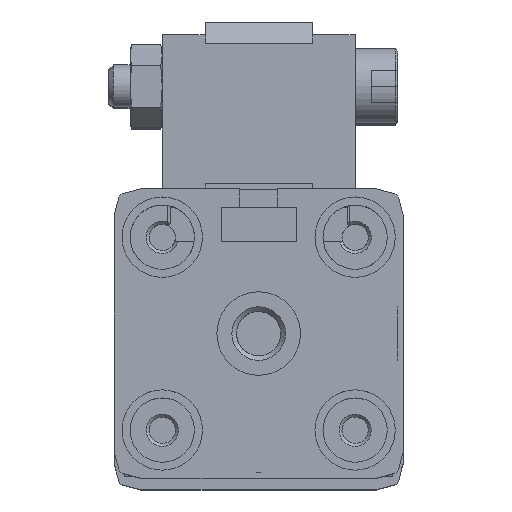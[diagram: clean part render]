
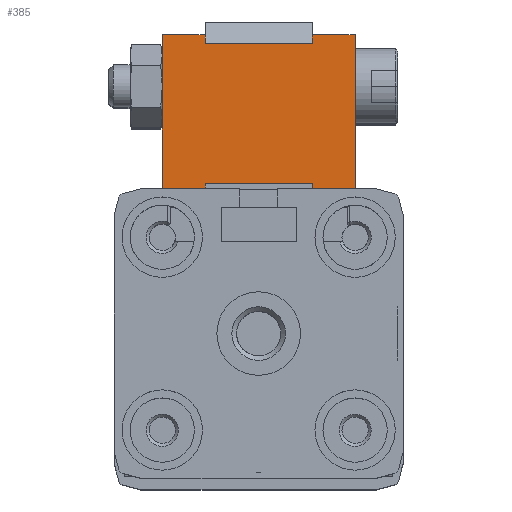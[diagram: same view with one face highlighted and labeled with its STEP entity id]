
A CAD part, top view. The second image highlights one B-rep face of the part: STEP entity #385.
In plain terms, the highlighted planar face has unit normal (0, 0, 1).
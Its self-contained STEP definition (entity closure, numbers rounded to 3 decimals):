
#385 = ADVANCED_FACE( '', ( #1066 ), #1067, .T. );
#1066 = FACE_OUTER_BOUND( '', #1930, .T. );
#1067 = PLANE( '', #1931 );
#1930 = EDGE_LOOP( '', ( #3889, #3890, #3891, #3892, #3893, #3894, #3895, #3896, #3897, #3898, #3899, #3900 ) );
#1931 = AXIS2_PLACEMENT_3D( '', #3901, #3902, #3903 );
#3889 = ORIENTED_EDGE( '', *, *, #5490, .T. );
#3890 = ORIENTED_EDGE( '', *, *, #5491, .T. );
#3891 = ORIENTED_EDGE( '', *, *, #5492, .F. );
#3892 = ORIENTED_EDGE( '', *, *, #5493, .T. );
#3893 = ORIENTED_EDGE( '', *, *, #5484, .T. );
#3894 = ORIENTED_EDGE( '', *, *, #5432, .T. );
#3895 = ORIENTED_EDGE( '', *, *, #5426, .T. );
#3896 = ORIENTED_EDGE( '', *, *, #5430, .T. );
#3897 = ORIENTED_EDGE( '', *, *, #5494, .T. );
#3898 = ORIENTED_EDGE( '', *, *, #5495, .T. );
#3899 = ORIENTED_EDGE( '', *, *, #5496, .T. );
#3900 = ORIENTED_EDGE( '', *, *, #5454, .T. );
#3901 = CARTESIAN_POINT( '', ( 0., 0., 38. ) );
#3902 = DIRECTION( '', ( 0., 0., 1. ) );
#3903 = DIRECTION( '', ( 1., 0., 0. ) );
#5426 = EDGE_CURVE( '', #6571, #6569, #6572, .T. );
#5430 = EDGE_CURVE( '', #6569, #6576, #6578, .T. );
#5432 = EDGE_CURVE( '', #6581, #6571, #6582, .T. );
#5454 = EDGE_CURVE( '', #6617, #6621, #6623, .T. );
#5484 = EDGE_CURVE( '', #6678, #6581, #6679, .T. );
#5490 = EDGE_CURVE( '', #6621, #6688, #6689, .T. );
#5491 = EDGE_CURVE( '', #6688, #6690, #6691, .T. );
#5492 = EDGE_CURVE( '', #6692, #6690, #6693, .T. );
#5493 = EDGE_CURVE( '', #6692, #6678, #6694, .T. );
#5494 = EDGE_CURVE( '', #6576, #6695, #6696, .T. );
#5495 = EDGE_CURVE( '', #6695, #6697, #6698, .T. );
#5496 = EDGE_CURVE( '', #6697, #6617, #6699, .T. );
#6569 = VERTEX_POINT( '', #8368 );
#6571 = VERTEX_POINT( '', #8371 );
#6572 = LINE( '', #8372, #8373 );
#6576 = VERTEX_POINT( '', #8379 );
#6578 = LINE( '', #8382, #8383 );
#6581 = VERTEX_POINT( '', #8387 );
#6582 = LINE( '', #8388, #8389 );
#6617 = VERTEX_POINT( '', #8435 );
#6621 = VERTEX_POINT( '', #8441 );
#6623 = LINE( '', #8444, #8445 );
#6678 = VERTEX_POINT( '', #8504 );
#6679 = LINE( '', #8505, #8506 );
#6688 = VERTEX_POINT( '', #8520 );
#6689 = LINE( '', #8521, #8522 );
#6690 = VERTEX_POINT( '', #8523 );
#6691 = LINE( '', #8524, #8525 );
#6692 = VERTEX_POINT( '', #8526 );
#6693 = LINE( '', #8527, #8528 );
#6694 = LINE( '', #8529, #8530 );
#6695 = VERTEX_POINT( '', #8531 );
#6696 = LINE( '', #8532, #8533 );
#6697 = VERTEX_POINT( '', #8534 );
#6698 = LINE( '', #8535, #8536 );
#6699 = LINE( '', #8537, #8538 );
#8368 = CARTESIAN_POINT( '', ( -5., 14., 38. ) );
#8371 = CARTESIAN_POINT( '', ( -5., 12.25, 38. ) );
#8372 = CARTESIAN_POINT( '', ( -5., 12.25, 38. ) );
#8373 = VECTOR( '', #9978, 1000. );
#8379 = CARTESIAN_POINT( '', ( 5., 14., 38. ) );
#8382 = CARTESIAN_POINT( '', ( -5., 14., 38. ) );
#8383 = VECTOR( '', #9982, 1000. );
#8387 = CARTESIAN_POINT( '', ( -9., 12.25, 38. ) );
#8388 = CARTESIAN_POINT( '', ( -9., 12.25, 38. ) );
#8389 = VECTOR( '', #9984, 1000. );
#8435 = CARTESIAN_POINT( '', ( 9., 28.8, 38. ) );
#8441 = CARTESIAN_POINT( '', ( 5., 28.8, 38. ) );
#8444 = CARTESIAN_POINT( '', ( 9., 28.8, 38. ) );
#8445 = VECTOR( '', #10020, 1000. );
#8504 = CARTESIAN_POINT( '', ( -9., 28.8, 38. ) );
#8505 = CARTESIAN_POINT( '', ( -9., 28.8, 38. ) );
#8506 = VECTOR( '', #10100, 1000. );
#8520 = CARTESIAN_POINT( '', ( 5., 28., 38. ) );
#8521 = CARTESIAN_POINT( '', ( 5., 31., 38. ) );
#8522 = VECTOR( '', #10106, 1000. );
#8523 = CARTESIAN_POINT( '', ( -5., 28., 38. ) );
#8524 = CARTESIAN_POINT( '', ( 5., 28., 38. ) );
#8525 = VECTOR( '', #10107, 1000. );
#8526 = CARTESIAN_POINT( '', ( -5., 28.8, 38. ) );
#8527 = CARTESIAN_POINT( '', ( -5., 31., 38. ) );
#8528 = VECTOR( '', #10108, 1000. );
#8529 = CARTESIAN_POINT( '', ( -5., 28.8, 38. ) );
#8530 = VECTOR( '', #10109, 1000. );
#8531 = CARTESIAN_POINT( '', ( 5., 12.25, 38. ) );
#8532 = CARTESIAN_POINT( '', ( 5., 14., 38. ) );
#8533 = VECTOR( '', #10110, 1000. );
#8534 = CARTESIAN_POINT( '', ( 9., 12.25, 38. ) );
#8535 = CARTESIAN_POINT( '', ( 5., 12.25, 38. ) );
#8536 = VECTOR( '', #10111, 1000. );
#8537 = CARTESIAN_POINT( '', ( 9., 12.25, 38. ) );
#8538 = VECTOR( '', #10112, 1000. );
#9978 = DIRECTION( '', ( 0., 1., 0. ) );
#9982 = DIRECTION( '', ( 1., 0., 0. ) );
#9984 = DIRECTION( '', ( 1., 0., 0. ) );
#10020 = DIRECTION( '', ( -1., 0., 0. ) );
#10100 = DIRECTION( '', ( 0., -1., 0. ) );
#10106 = DIRECTION( '', ( 0., -1., 0. ) );
#10107 = DIRECTION( '', ( -1., 0., 0. ) );
#10108 = DIRECTION( '', ( 0., -1., 0. ) );
#10109 = DIRECTION( '', ( -1., 0., 0. ) );
#10110 = DIRECTION( '', ( 0., -1., 0. ) );
#10111 = DIRECTION( '', ( 1., 0., 0. ) );
#10112 = DIRECTION( '', ( 0., 1., 0. ) );
